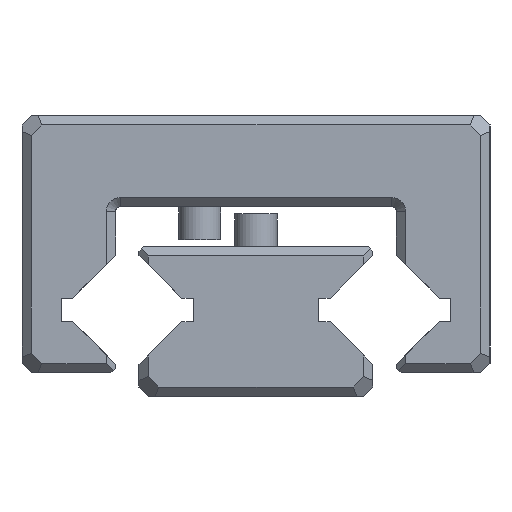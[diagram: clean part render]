
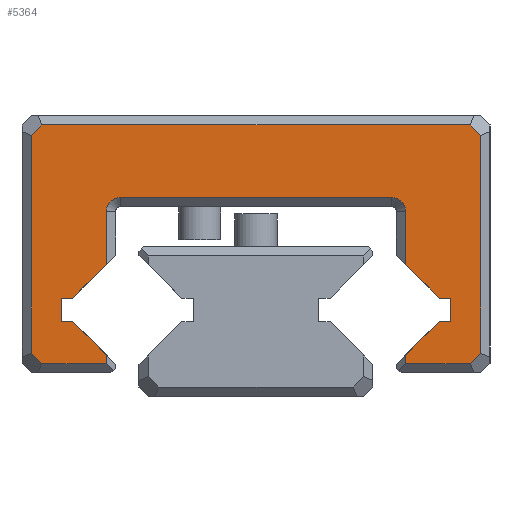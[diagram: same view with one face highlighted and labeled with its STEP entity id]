
A CAD part, left-side view. The second image highlights one B-rep face of the part: STEP entity #5364.
In plain terms, the highlighted planar face has unit normal (-1, 0, 0).
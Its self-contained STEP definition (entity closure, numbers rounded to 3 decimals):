
#4664=FACE_OUTER_BOUND('',#9814,.T.);
#5364=ADVANCED_FACE('',(#4664),#6082,.F.);
#6082=PLANE('',#17688);
#6972=LINE('',#22679,#8436);
#6974=LINE('',#22683,#8438);
#6977=LINE('',#22689,#8441);
#6980=LINE('',#22695,#8444);
#6983=LINE('',#22701,#8447);
#7000=LINE('',#22747,#8464);
#7004=LINE('',#22755,#8468);
#7007=LINE('',#22761,#8471);
#7010=LINE('',#22767,#8474);
#7016=LINE('',#22779,#8480);
#7049=LINE('',#22860,#8513);
#7050=LINE('',#22863,#8514);
#7051=LINE('',#22865,#8515);
#7052=LINE('',#22867,#8516);
#7053=LINE('',#22869,#8517);
#7054=LINE('',#22871,#8518);
#7055=LINE('',#22873,#8519);
#7056=LINE('',#22875,#8520);
#7057=LINE('',#22877,#8521);
#7058=LINE('',#22878,#8522);
#7059=LINE('',#22882,#8523);
#7060=LINE('',#22886,#8524);
#7061=LINE('',#22887,#8525);
#7062=LINE('',#22889,#8526);
#8436=VECTOR('',#18831,1.);
#8438=VECTOR('',#18835,1.);
#8441=VECTOR('',#18840,1.);
#8444=VECTOR('',#18845,1.);
#8447=VECTOR('',#18850,1.);
#8464=VECTOR('',#18885,1.);
#8468=VECTOR('',#18891,1.);
#8471=VECTOR('',#18896,1.);
#8474=VECTOR('',#18901,1.);
#8480=VECTOR('',#18909,1.);
#8513=VECTOR('',#18966,1.);
#8514=VECTOR('',#18967,1.);
#8515=VECTOR('',#18968,1.);
#8516=VECTOR('',#18969,1.);
#8517=VECTOR('',#18970,1.);
#8518=VECTOR('',#18971,1.);
#8519=VECTOR('',#18972,1.);
#8520=VECTOR('',#18973,1.);
#8521=VECTOR('',#18974,1.);
#8522=VECTOR('',#18975,1.);
#8523=VECTOR('',#18978,1.);
#8524=VECTOR('',#18981,1.);
#8525=VECTOR('',#18982,1.);
#8526=VECTOR('',#18983,1.);
#9814=EDGE_LOOP('',(#11391,#11392,#11393,#11394,#11395,#11396,#11397,#11398,
#11399,#11400,#11401,#11402,#11403,#11404,#11405,#11406,#11407,#11408,#11409,
#11410,#11411,#11412,#11413,#11414,#11415,#11416));
#11391=ORIENTED_EDGE('',*,*,#16306,.T.);
#11392=ORIENTED_EDGE('',*,*,#16307,.T.);
#11393=ORIENTED_EDGE('',*,*,#16308,.T.);
#11394=ORIENTED_EDGE('',*,*,#16309,.T.);
#11395=ORIENTED_EDGE('',*,*,#16310,.T.);
#11396=ORIENTED_EDGE('',*,*,#16311,.T.);
#11397=ORIENTED_EDGE('',*,*,#16312,.T.);
#11398=ORIENTED_EDGE('',*,*,#16313,.T.);
#11399=ORIENTED_EDGE('',*,*,#16314,.T.);
#11400=ORIENTED_EDGE('',*,*,#16266,.F.);
#11401=ORIENTED_EDGE('',*,*,#16260,.F.);
#11402=ORIENTED_EDGE('',*,*,#16257,.F.);
#11403=ORIENTED_EDGE('',*,*,#16254,.F.);
#11404=ORIENTED_EDGE('',*,*,#16250,.F.);
#11405=ORIENTED_EDGE('',*,*,#16315,.T.);
#11406=ORIENTED_EDGE('',*,*,#16316,.T.);
#11407=ORIENTED_EDGE('',*,*,#16317,.T.);
#11408=ORIENTED_EDGE('',*,*,#16318,.T.);
#11409=ORIENTED_EDGE('',*,*,#16319,.T.);
#11410=ORIENTED_EDGE('',*,*,#16228,.F.);
#11411=ORIENTED_EDGE('',*,*,#16225,.F.);
#11412=ORIENTED_EDGE('',*,*,#16222,.F.);
#11413=ORIENTED_EDGE('',*,*,#16219,.F.);
#11414=ORIENTED_EDGE('',*,*,#16217,.F.);
#11415=ORIENTED_EDGE('',*,*,#16320,.T.);
#11416=ORIENTED_EDGE('',*,*,#16321,.T.);
#14892=VERTEX_POINT('',#22678);
#14893=VERTEX_POINT('',#22680);
#14894=VERTEX_POINT('',#22684);
#14896=VERTEX_POINT('',#22690);
#14898=VERTEX_POINT('',#22696);
#14900=VERTEX_POINT('',#22702);
#14919=VERTEX_POINT('',#22746);
#14920=VERTEX_POINT('',#22748);
#14923=VERTEX_POINT('',#22756);
#14925=VERTEX_POINT('',#22762);
#14927=VERTEX_POINT('',#22768);
#14932=VERTEX_POINT('',#22780);
#14968=VERTEX_POINT('',#22861);
#14969=VERTEX_POINT('',#22862);
#14970=VERTEX_POINT('',#22864);
#14971=VERTEX_POINT('',#22866);
#14972=VERTEX_POINT('',#22868);
#14973=VERTEX_POINT('',#22870);
#14974=VERTEX_POINT('',#22872);
#14975=VERTEX_POINT('',#22874);
#14976=VERTEX_POINT('',#22876);
#14977=VERTEX_POINT('',#22879);
#14978=VERTEX_POINT('',#22881);
#14979=VERTEX_POINT('',#22883);
#14980=VERTEX_POINT('',#22885);
#14981=VERTEX_POINT('',#22888);
#16217=EDGE_CURVE('',#14892,#14893,#6972,.T.);
#16219=EDGE_CURVE('',#14893,#14894,#6974,.T.);
#16222=EDGE_CURVE('',#14894,#14896,#6977,.T.);
#16225=EDGE_CURVE('',#14896,#14898,#6980,.T.);
#16228=EDGE_CURVE('',#14898,#14900,#6983,.T.);
#16250=EDGE_CURVE('',#14919,#14920,#7000,.T.);
#16254=EDGE_CURVE('',#14920,#14923,#7004,.T.);
#16257=EDGE_CURVE('',#14923,#14925,#7007,.T.);
#16260=EDGE_CURVE('',#14925,#14927,#7010,.T.);
#16266=EDGE_CURVE('',#14927,#14932,#7016,.T.);
#16306=EDGE_CURVE('',#14968,#14969,#7049,.T.);
#16307=EDGE_CURVE('',#14969,#14970,#7050,.T.);
#16308=EDGE_CURVE('',#14970,#14971,#7051,.T.);
#16309=EDGE_CURVE('',#14971,#14972,#7052,.T.);
#16310=EDGE_CURVE('',#14972,#14973,#7053,.T.);
#16311=EDGE_CURVE('',#14973,#14974,#7054,.T.);
#16312=EDGE_CURVE('',#14974,#14975,#7055,.T.);
#16313=EDGE_CURVE('',#14975,#14976,#7056,.T.);
#16314=EDGE_CURVE('',#14976,#14932,#7057,.T.);
#16315=EDGE_CURVE('',#14919,#14977,#7058,.T.);
#16316=EDGE_CURVE('',#14977,#14978,#17528,.T.);
#16317=EDGE_CURVE('',#14978,#14979,#7059,.T.);
#16318=EDGE_CURVE('',#14979,#14980,#17529,.T.);
#16319=EDGE_CURVE('',#14980,#14900,#7060,.T.);
#16320=EDGE_CURVE('',#14892,#14981,#7061,.T.);
#16321=EDGE_CURVE('',#14981,#14968,#7062,.T.);
#17528=CIRCLE('',#17686,0.3);
#17529=CIRCLE('',#17687,0.3);
#17686=AXIS2_PLACEMENT_3D('',#22880,#18976,#18977);
#17687=AXIS2_PLACEMENT_3D('',#22884,#18979,#18980);
#17688=AXIS2_PLACEMENT_3D('',#22890,#18984,#18985);
#18831=DIRECTION('',(0.,-0.707,0.707));
#18835=DIRECTION('',(0.,-1.,0.));
#18840=DIRECTION('',(0.,0.,1.));
#18845=DIRECTION('',(0.,1.,0.));
#18850=DIRECTION('',(0.,0.707,0.707));
#18885=DIRECTION('',(0.,0.707,-0.707));
#18891=DIRECTION('',(0.,1.,0.));
#18896=DIRECTION('',(0.,0.,-1.));
#18901=DIRECTION('',(0.,-1.,0.));
#18909=DIRECTION('',(0.,-0.707,-0.707));
#18966=DIRECTION('',(0.,-0.707,0.707));
#18967=DIRECTION('',(0.,0.,1.));
#18968=DIRECTION('',(0.,0.707,0.707));
#18969=DIRECTION('',(0.,1.,0.));
#18970=DIRECTION('',(0.,0.707,-0.707));
#18971=DIRECTION('',(0.,0.,-1.));
#18972=DIRECTION('',(0.,-0.707,-0.707));
#18973=DIRECTION('',(0.,-1.,0.));
#18974=DIRECTION('',(0.,0.,1.));
#18975=DIRECTION('',(0.,0.,1.));
#18976=DIRECTION('',(1.,0.,0.));
#18977=DIRECTION('',(0.,0.,-1.));
#18978=DIRECTION('',(0.,-1.,0.));
#18979=DIRECTION('',(1.,0.,0.));
#18980=DIRECTION('',(0.,0.,-1.));
#18981=DIRECTION('',(0.,0.,-1.));
#18982=DIRECTION('',(0.,0.,-1.));
#18983=DIRECTION('',(0.,-1.,0.));
#18984=DIRECTION('',(1.,0.,0.));
#18985=DIRECTION('',(0.,0.,1.));
#22678=CARTESIAN_POINT('',(-20.,-3.2,0.886));
#22679=CARTESIAN_POINT('',(-20.,-3.,0.686));
#22680=CARTESIAN_POINT('',(-20.,-3.914,1.6));
#22683=CARTESIAN_POINT('',(-20.,-3.914,1.6));
#22684=CARTESIAN_POINT('',(-20.,-4.164,1.6));
#22689=CARTESIAN_POINT('',(-20.,-4.164,1.85));
#22690=CARTESIAN_POINT('',(-20.,-4.164,2.1));
#22695=CARTESIAN_POINT('',(-20.,-4.164,2.1));
#22696=CARTESIAN_POINT('',(-20.,-3.914,2.1));
#22701=CARTESIAN_POINT('',(-20.,-3.914,2.1));
#22702=CARTESIAN_POINT('',(-20.,-3.2,2.814));
#22746=CARTESIAN_POINT('',(-20.,3.2,2.814));
#22747=CARTESIAN_POINT('',(-20.,3.,3.014));
#22748=CARTESIAN_POINT('',(-20.,3.914,2.1));
#22755=CARTESIAN_POINT('',(-20.,3.914,2.1));
#22756=CARTESIAN_POINT('',(-20.,4.164,2.1));
#22761=CARTESIAN_POINT('',(-20.,4.164,1.85));
#22762=CARTESIAN_POINT('',(-20.,4.164,1.6));
#22767=CARTESIAN_POINT('',(-20.,4.164,1.6));
#22768=CARTESIAN_POINT('',(-20.,3.914,1.6));
#22779=CARTESIAN_POINT('',(-20.,3.914,1.6));
#22780=CARTESIAN_POINT('',(-20.,3.2,0.886));
#22860=CARTESIAN_POINT('',(-20.,-4.788,0.912));
#22861=CARTESIAN_POINT('',(-20.,-4.576,0.7));
#22862=CARTESIAN_POINT('',(-20.,-4.8,0.924));
#22863=CARTESIAN_POINT('',(-20.,-4.8,0.));
#22864=CARTESIAN_POINT('',(-20.,-4.8,5.576));
#22865=CARTESIAN_POINT('',(-20.,-4.588,5.788));
#22866=CARTESIAN_POINT('',(-20.,-4.576,5.8));
#22867=CARTESIAN_POINT('',(-20.,0.,5.8));
#22868=CARTESIAN_POINT('',(-20.,4.576,5.8));
#22869=CARTESIAN_POINT('',(-20.,4.788,5.588));
#22870=CARTESIAN_POINT('',(-20.,4.8,5.576));
#22871=CARTESIAN_POINT('',(-20.,4.8,0.));
#22872=CARTESIAN_POINT('',(-20.,4.8,0.924));
#22873=CARTESIAN_POINT('',(-20.,4.588,0.712));
#22874=CARTESIAN_POINT('',(-20.,4.576,0.7));
#22875=CARTESIAN_POINT('',(-20.,0.,0.7));
#22876=CARTESIAN_POINT('',(-20.,3.2,0.7));
#22877=CARTESIAN_POINT('',(-20.,3.2,0.));
#22878=CARTESIAN_POINT('',(-20.,3.2,0.));
#22879=CARTESIAN_POINT('',(-20.,3.2,3.95));
#22880=CARTESIAN_POINT('',(-20.,2.9,3.95));
#22881=CARTESIAN_POINT('',(-20.,2.9,4.25));
#22882=CARTESIAN_POINT('',(-20.,0.,4.25));
#22883=CARTESIAN_POINT('',(-20.,-2.9,4.25));
#22884=CARTESIAN_POINT('',(-20.,-2.9,3.95));
#22885=CARTESIAN_POINT('',(-20.,-3.2,3.95));
#22886=CARTESIAN_POINT('',(-20.,-3.2,0.));
#22887=CARTESIAN_POINT('',(-20.,-3.2,0.));
#22888=CARTESIAN_POINT('',(-20.,-3.2,0.7));
#22889=CARTESIAN_POINT('',(-20.,0.,0.7));
#22890=CARTESIAN_POINT('',(-20.,0.,0.));
